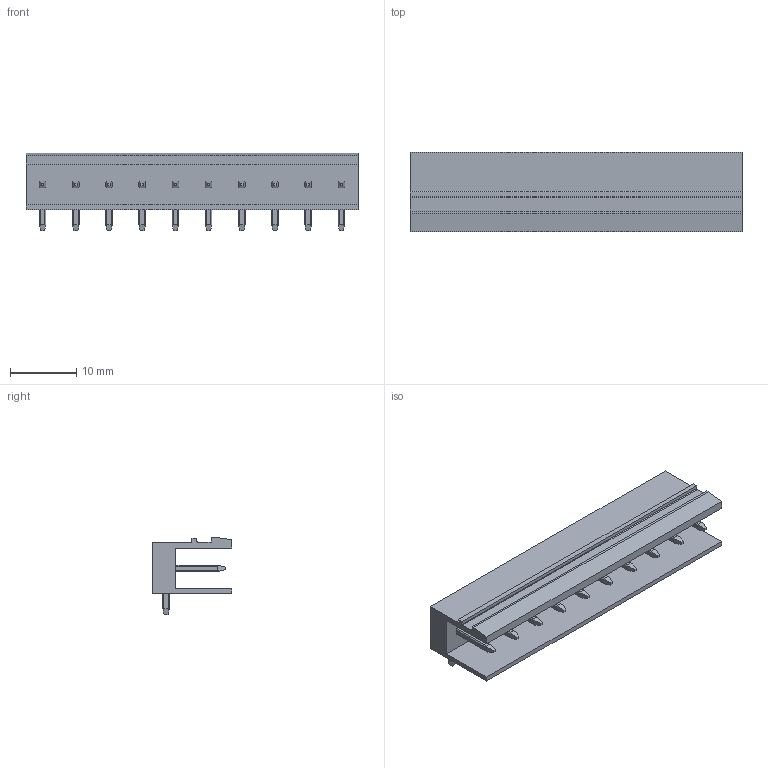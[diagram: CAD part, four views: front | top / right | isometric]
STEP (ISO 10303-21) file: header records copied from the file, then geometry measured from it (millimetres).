
FILE_DESCRIPTION(('CATIA V5 STEP Exchange','CAx-IF Rec.Pracs.--- Model Styling and Organization---1.2---2011-12-15'),'2;1');
FILE_NAME ('D1452870_0_1571210000_1571210000.stp','2018-10-13T05:18:51+00:00',('none'),('Weidmueller'),'CATIA Version 5-6 Release 2014','CATIA V5 STEP AP214','none');
FILE_SCHEMA(('AUTOMOTIVE_DESIGN { 1 0 10303 214 1 1 1 1 }'));
Length unit declared in the file: millimetre
Products named in the file (1): 1571210000
Bounding box: 50 x 12 x 11.7 mm (x, y, z)
Volume: 2238.2 mm3; surface area: 3767.3 mm2
Topology: 11 solids, 11 shells, 399 faces, 1051 edges, 674 vertices
Faces by surface type: plane 237, cylinder 162
Entity records: 11079 total; most frequent: CARTESIAN_POINT 2664, ORIENTED_EDGE 2102, DIRECTION 1057, EDGE_CURVE 1045, VERTEX_POINT 666, VECTOR 645, LINE 645, EDGE_LOOP 419
